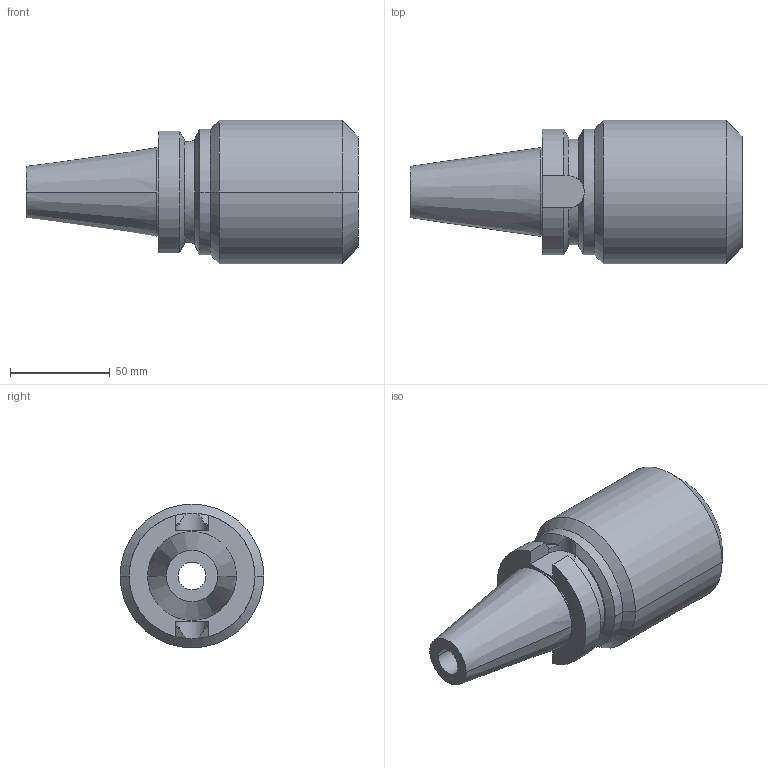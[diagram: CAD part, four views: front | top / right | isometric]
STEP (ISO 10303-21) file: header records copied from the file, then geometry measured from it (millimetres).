
FILE_DESCRIPTION((''),'2;1');
FILE_NAME('84552132','2020-09-15T13:18:18',('thiemer'),(''),'CREO PARAMETRIC BY PTC INC, 2018400','CREO PARAMETRIC BY PTC INC, 2018400','');
FILE_SCHEMA(('AUTOMOTIVE_DESIGN { 1 0 10303 214 1 1 1 1 }'));
Length unit declared in the file: millimetre
Products named in the file (1): 84552132
Bounding box: 166.4 x 72 x 72 mm (x, y, z)
Volume: 355120.9 mm3; surface area: 47013.8 mm2
Topology: 1 solids, 1 shells, 43 faces, 106 edges, 68 vertices
Faces by surface type: cylinder 16, plane 15, cone 12
Entity records: 2136 total; most frequent: CARTESIAN_POINT 357, DIRECTION 256, ORIENTED_EDGE 212, PRESENTATION_STYLE_ASSIGNMENT 130, STYLED_ITEM 130, CURVE_STYLE 129, EDGE_CURVE 106, AXIS2_PLACEMENT_3D 101
